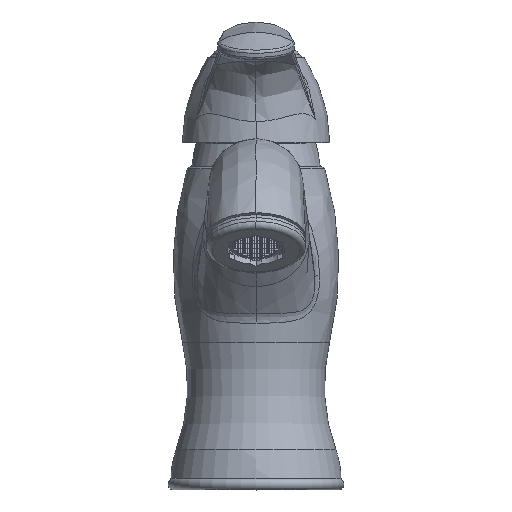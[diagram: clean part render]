
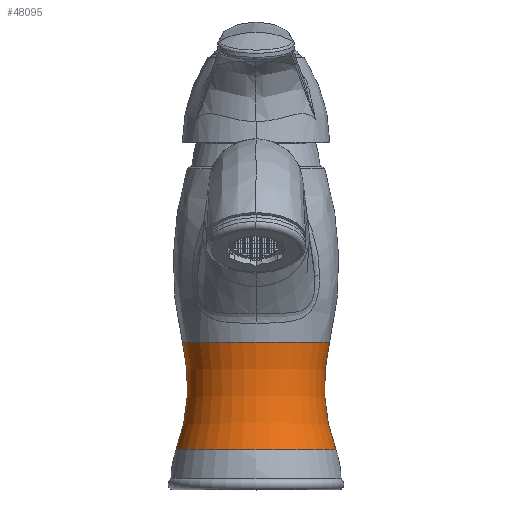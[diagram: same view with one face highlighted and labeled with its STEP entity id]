
A CAD part, top view. The second image highlights one B-rep face of the part: STEP entity #48095.
In plain terms, the highlighted toroidal (fillet/blend) face has major radius 89.442 mm and minor radius 65.3 mm.
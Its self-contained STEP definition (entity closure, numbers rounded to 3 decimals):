
#4462=CARTESIAN_POINT('',(0.,48.013,0.));
#4463=DIRECTION('',(0.,-1.,0.));
#4464=DIRECTION('',(1.,0.,0.));
#4465=AXIS2_PLACEMENT_3D('',#4462,#4463,#4464);
#4715=CARTESIAN_POINT('',(89.442,32.755,
0.));
#4716=DIRECTION('',(0.,0.,-1.));
#4717=DIRECTION('',(-0.938,-0.347,0.));
#4718=AXIS2_PLACEMENT_3D('',#4715,#4716,#4717);
#4720=CARTESIAN_POINT('',(-89.442,32.755,
0.));
#4721=DIRECTION('',(0.,0.,1.));
#4722=DIRECTION('',(0.938,-0.347,0.));
#4723=AXIS2_PLACEMENT_3D('',#4720,#4721,#4722);
#4842=CARTESIAN_POINT('',(0.,10.121,0.));
#4843=DIRECTION('',(0.,-1.,0.));
#4844=DIRECTION('',(1.,0.,0.));
#4845=AXIS2_PLACEMENT_3D('',#4842,#4843,#4844);
#35483=CARTESIAN_POINT('',(28.19,10.121,0.));
#35485=VERTEX_POINT('',#35483);
#35486=CARTESIAN_POINT('',(25.95,48.013,0.));
#35487=VERTEX_POINT('',#35486);
#35489=CARTESIAN_POINT('',(-28.19,10.121,0.));
#35491=VERTEX_POINT('',#35489);
#35492=CARTESIAN_POINT('',(-25.95,48.013,0.));
#35493=VERTEX_POINT('',#35492);
#48083=CARTESIAN_POINT('',(0.,32.755,0.));
#48084=DIRECTION('',(0.,-1.,0.));
#48085=DIRECTION('',(-1.,0.,0.));
#48086=AXIS2_PLACEMENT_3D('',#48083,#48084,#48085);
#48087=TOROIDAL_SURFACE('',#48086,89.442,65.3);
#48088=ORIENTED_EDGE('',*,*,#48060,.F.);
#48090=ORIENTED_EDGE('',*,*,#48089,.T.);
#48091=ORIENTED_EDGE('',*,*,#48063,.T.);
#48092=ORIENTED_EDGE('',*,*,#47918,.F.);
#48093=EDGE_LOOP('',(#48088,#48090,#48091,#48092));
#48094=FACE_OUTER_BOUND('',#48093,.F.);
#48095=ADVANCED_FACE('',(#48094),#48087,.F.);
#4466=CIRCLE('',#4465,25.95);
#4719=CIRCLE('',#4718,65.3);
#4724=CIRCLE('',#4723,65.3);
#4846=CIRCLE('',#4845,28.19);
#47918=EDGE_CURVE('',#35487,#35493,#4466,.T.);
#48060=EDGE_CURVE('',#35485,#35487,#4719,.T.);
#48063=EDGE_CURVE('',#35491,#35493,#4724,.T.);
#48089=EDGE_CURVE('',#35485,#35491,#4846,.T.);
